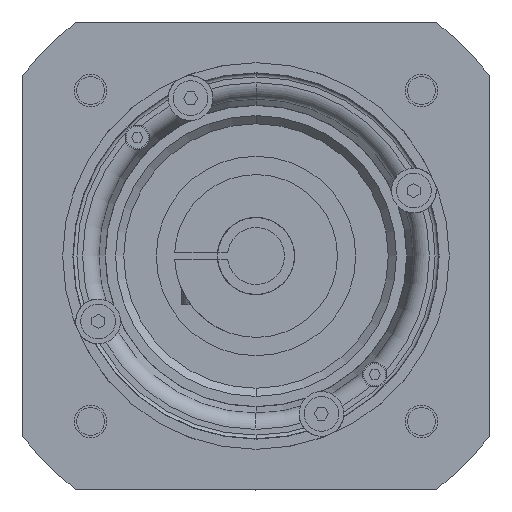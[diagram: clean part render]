
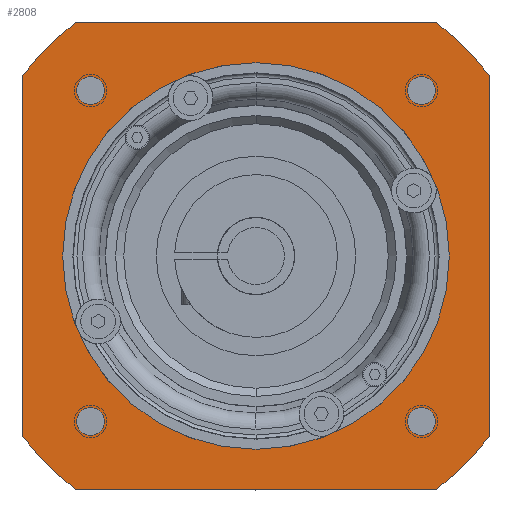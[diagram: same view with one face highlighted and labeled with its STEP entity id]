
A CAD part, left-side view. The second image highlights one B-rep face of the part: STEP entity #2808.
In plain terms, the highlighted planar face has unit normal (-1, 0, 0).
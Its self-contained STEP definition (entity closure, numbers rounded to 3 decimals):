
#49=CARTESIAN_POINT('',(0.,0.,0.));
#50=DIRECTION('',(-1.,0.,0.));
#51=DIRECTION('',(0.,-0.609,-0.793));
#52=AXIS2_PLACEMENT_3D('',#49,#50,#51);
#54=DIRECTION('',(0.,-1.,0.));
#55=VECTOR('',#54,88.318);
#56=CARTESIAN_POINT('',(0.,44.159,-57.5));
#57=LINE('',#56,#55);
#58=CARTESIAN_POINT('',(0.,0.,0.));
#59=DIRECTION('',(-1.,0.,0.));
#60=DIRECTION('',(0.,0.793,-0.609));
#61=AXIS2_PLACEMENT_3D('',#58,#59,#60);
#63=DIRECTION('',(0.,0.,-1.));
#64=VECTOR('',#63,88.318);
#65=CARTESIAN_POINT('',(0.,57.5,44.159));
#66=LINE('',#65,#64);
#67=CARTESIAN_POINT('',(0.,0.,0.));
#68=DIRECTION('',(-1.,0.,0.));
#69=DIRECTION('',(0.,0.609,0.793));
#70=AXIS2_PLACEMENT_3D('',#67,#68,#69);
#72=DIRECTION('',(0.,1.,0.));
#73=VECTOR('',#72,88.318);
#74=CARTESIAN_POINT('',(0.,-44.159,57.5));
#75=LINE('',#74,#73);
#76=CARTESIAN_POINT('',(0.,0.,0.));
#77=DIRECTION('',(-1.,0.,0.));
#78=DIRECTION('',(0.,-0.793,0.609));
#79=AXIS2_PLACEMENT_3D('',#76,#77,#78);
#81=DIRECTION('',(0.,0.,1.));
#82=VECTOR('',#81,88.318);
#83=CARTESIAN_POINT('',(0.,-57.5,-44.159));
#84=LINE('',#83,#82);
#85=CARTESIAN_POINT('',(0.,0.,0.));
#86=DIRECTION('',(-1.,0.,0.));
#87=DIRECTION('',(0.,0.,-1.));
#88=AXIS2_PLACEMENT_3D('',#85,#86,#87);
#90=CARTESIAN_POINT('',(0.,0.,0.));
#91=DIRECTION('',(-1.,0.,0.));
#92=DIRECTION('',(0.,0.,1.));
#93=AXIS2_PLACEMENT_3D('',#90,#91,#92);
#95=CARTESIAN_POINT('',(0.,-40.659,-40.659));
#96=DIRECTION('',(1.,0.,0.));
#97=DIRECTION('',(0.,1.,0.));
#98=AXIS2_PLACEMENT_3D('',#95,#96,#97);
#100=CARTESIAN_POINT('',(0.,-40.659,-40.659));
#101=DIRECTION('',(1.,0.,0.));
#102=DIRECTION('',(0.,-1.,0.));
#103=AXIS2_PLACEMENT_3D('',#100,#101,#102);
#105=CARTESIAN_POINT('',(0.,40.659,-40.659));
#106=DIRECTION('',(1.,0.,0.));
#107=DIRECTION('',(0.,0.,1.));
#108=AXIS2_PLACEMENT_3D('',#105,#106,#107);
#110=CARTESIAN_POINT('',(0.,40.659,-40.659));
#111=DIRECTION('',(1.,0.,0.));
#112=DIRECTION('',(0.,0.,-1.));
#113=AXIS2_PLACEMENT_3D('',#110,#111,#112);
#115=CARTESIAN_POINT('',(0.,40.659,40.659));
#116=DIRECTION('',(1.,0.,0.));
#117=DIRECTION('',(0.,-1.,0.));
#118=AXIS2_PLACEMENT_3D('',#115,#116,#117);
#120=CARTESIAN_POINT('',(0.,40.659,40.659));
#121=DIRECTION('',(1.,0.,0.));
#122=DIRECTION('',(0.,1.,0.));
#123=AXIS2_PLACEMENT_3D('',#120,#121,#122);
#125=CARTESIAN_POINT('',(0.,-40.659,40.659));
#126=DIRECTION('',(1.,0.,0.));
#127=DIRECTION('',(0.,0.,-1.));
#128=AXIS2_PLACEMENT_3D('',#125,#126,#127);
#130=CARTESIAN_POINT('',(0.,-40.659,40.659));
#131=DIRECTION('',(1.,0.,0.));
#132=DIRECTION('',(0.,0.,1.));
#133=AXIS2_PLACEMENT_3D('',#130,#131,#132);
#2262=CARTESIAN_POINT('',(0.,-44.159,-57.5));
#2263=CARTESIAN_POINT('',(0.,-57.5,-44.159));
#2264=VERTEX_POINT('',#2262);
#2265=VERTEX_POINT('',#2263);
#2266=CARTESIAN_POINT('',(0.,-57.5,44.159));
#2267=VERTEX_POINT('',#2266);
#2268=CARTESIAN_POINT('',(0.,-44.159,57.5));
#2269=VERTEX_POINT('',#2268);
#2270=CARTESIAN_POINT('',(0.,44.159,57.5));
#2271=VERTEX_POINT('',#2270);
#2272=CARTESIAN_POINT('',(0.,57.5,44.159));
#2273=VERTEX_POINT('',#2272);
#2274=CARTESIAN_POINT('',(0.,57.5,-44.159));
#2275=VERTEX_POINT('',#2274);
#2276=CARTESIAN_POINT('',(0.,44.159,-57.5));
#2277=VERTEX_POINT('',#2276);
#2336=CARTESIAN_POINT('',(0.,0.,-47.5));
#2337=CARTESIAN_POINT('',(0.,0.,47.5));
#2338=VERTEX_POINT('',#2336);
#2339=VERTEX_POINT('',#2337);
#2352=CARTESIAN_POINT('',(0.,-37.259,-40.659));
#2353=CARTESIAN_POINT('',(0.,-44.059,-40.659));
#2354=VERTEX_POINT('',#2352);
#2355=VERTEX_POINT('',#2353);
#2360=CARTESIAN_POINT('',(0.,40.659,-37.259));
#2361=CARTESIAN_POINT('',(0.,40.659,-44.059));
#2362=VERTEX_POINT('',#2360);
#2363=VERTEX_POINT('',#2361);
#2368=CARTESIAN_POINT('',(0.,37.259,40.659));
#2369=CARTESIAN_POINT('',(0.,44.059,40.659));
#2370=VERTEX_POINT('',#2368);
#2371=VERTEX_POINT('',#2369);
#2376=CARTESIAN_POINT('',(0.,-40.659,37.259));
#2377=CARTESIAN_POINT('',(0.,-40.659,44.059));
#2378=VERTEX_POINT('',#2376);
#2379=VERTEX_POINT('',#2377);
#2756=CARTESIAN_POINT('',(0.,0.,0.));
#2757=DIRECTION('',(-1.,0.,0.));
#2758=DIRECTION('',(0.,1.,0.));
#2759=AXIS2_PLACEMENT_3D('',#2756,#2757,#2758);
#2760=PLANE('',#2759);
#2762=ORIENTED_EDGE('',*,*,#2761,.F.);
#2764=ORIENTED_EDGE('',*,*,#2763,.F.);
#2766=ORIENTED_EDGE('',*,*,#2765,.F.);
#2768=ORIENTED_EDGE('',*,*,#2767,.F.);
#2770=ORIENTED_EDGE('',*,*,#2769,.F.);
#2772=ORIENTED_EDGE('',*,*,#2771,.F.);
#2774=ORIENTED_EDGE('',*,*,#2773,.F.);
#2776=ORIENTED_EDGE('',*,*,#2775,.F.);
#2777=EDGE_LOOP('',(#2762,#2764,#2766,#2768,#2770,#2772,#2774,#2776));
#2778=FACE_OUTER_BOUND('',#2777,.F.);
#2780=ORIENTED_EDGE('',*,*,#2779,.T.);
#2782=ORIENTED_EDGE('',*,*,#2781,.T.);
#2783=EDGE_LOOP('',(#2780,#2782));
#2784=FACE_BOUND('',#2783,.F.);
#2786=ORIENTED_EDGE('',*,*,#2785,.F.);
#2788=ORIENTED_EDGE('',*,*,#2787,.F.);
#2789=EDGE_LOOP('',(#2786,#2788));
#2790=FACE_BOUND('',#2789,.F.);
#2792=ORIENTED_EDGE('',*,*,#2791,.F.);
#2794=ORIENTED_EDGE('',*,*,#2793,.F.);
#2795=EDGE_LOOP('',(#2792,#2794));
#2796=FACE_BOUND('',#2795,.F.);
#2798=ORIENTED_EDGE('',*,*,#2797,.F.);
#2800=ORIENTED_EDGE('',*,*,#2799,.F.);
#2801=EDGE_LOOP('',(#2798,#2800));
#2802=FACE_BOUND('',#2801,.F.);
#2804=ORIENTED_EDGE('',*,*,#2803,.F.);
#2805=ORIENTED_EDGE('',*,*,#2738,.F.);
#2806=EDGE_LOOP('',(#2804,#2805));
#2807=FACE_BOUND('',#2806,.F.);
#53=CIRCLE('',#52,72.5);
#62=CIRCLE('',#61,72.5);
#71=CIRCLE('',#70,72.5);
#80=CIRCLE('',#79,72.5);
#89=CIRCLE('',#88,47.5);
#94=CIRCLE('',#93,47.5);
#99=CIRCLE('',#98,3.4);
#104=CIRCLE('',#103,3.4);
#109=CIRCLE('',#108,3.4);
#114=CIRCLE('',#113,3.4);
#119=CIRCLE('',#118,3.4);
#124=CIRCLE('',#123,3.4);
#129=CIRCLE('',#128,3.4);
#134=CIRCLE('',#133,3.4);
#2738=EDGE_CURVE('',#2379,#2378,#134,.T.);
#2761=EDGE_CURVE('',#2264,#2265,#53,.T.);
#2763=EDGE_CURVE('',#2277,#2264,#57,.T.);
#2765=EDGE_CURVE('',#2275,#2277,#62,.T.);
#2767=EDGE_CURVE('',#2273,#2275,#66,.T.);
#2769=EDGE_CURVE('',#2271,#2273,#71,.T.);
#2771=EDGE_CURVE('',#2269,#2271,#75,.T.);
#2773=EDGE_CURVE('',#2267,#2269,#80,.T.);
#2775=EDGE_CURVE('',#2265,#2267,#84,.T.);
#2779=EDGE_CURVE('',#2338,#2339,#89,.T.);
#2781=EDGE_CURVE('',#2339,#2338,#94,.T.);
#2785=EDGE_CURVE('',#2354,#2355,#99,.T.);
#2787=EDGE_CURVE('',#2355,#2354,#104,.T.);
#2791=EDGE_CURVE('',#2362,#2363,#109,.T.);
#2793=EDGE_CURVE('',#2363,#2362,#114,.T.);
#2797=EDGE_CURVE('',#2370,#2371,#119,.T.);
#2799=EDGE_CURVE('',#2371,#2370,#124,.T.);
#2803=EDGE_CURVE('',#2378,#2379,#129,.T.);
#2808=ADVANCED_FACE('',(#2778,#2784,#2790,#2796,#2802,#2807),#2760,.T.);
